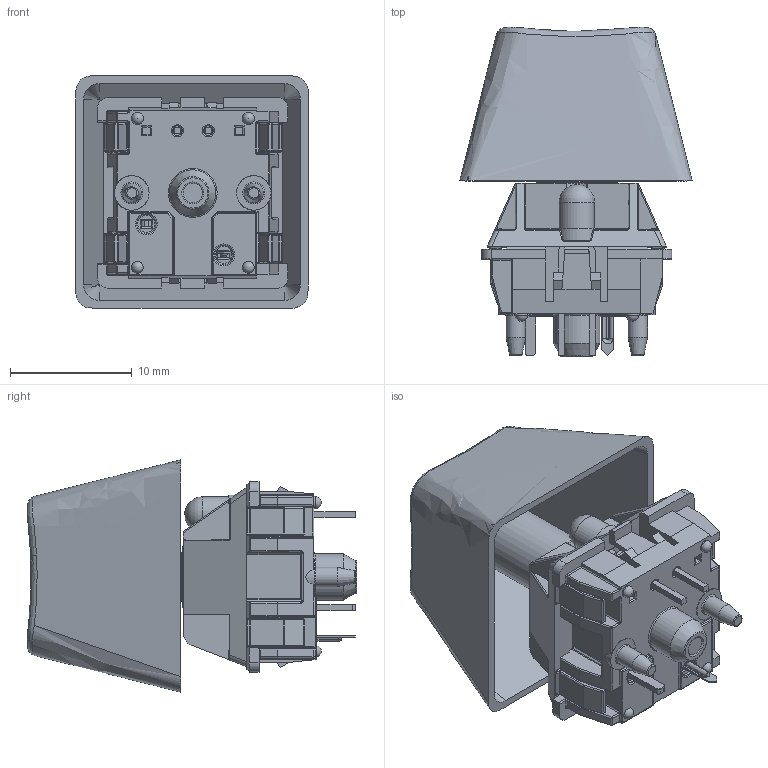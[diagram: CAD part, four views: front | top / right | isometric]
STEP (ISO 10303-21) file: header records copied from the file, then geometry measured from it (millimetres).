
FILE_DESCRIPTION(/* description */ (''),/* implementation_level */ '2;1');
FILE_NAME(/* name */ 'switch.step',/* time_stamp */ '2025-12-29T20:11:11+05:30',/* author */ (''),/* organization */ (''),/* preprocessor_version */ 'ST-DEVELOPER v20.1',/* originating_system */ 'Autodesk Translation Framework v14.21.0.0',/* authorisation */ '');
FILE_SCHEMA (('AUTOMOTIVE_DESIGN { 1 0 10303 214 3 1 1 }'));
Length unit declared in the file: millimetre
Products named in the file (10): 2025-12-29-20-07-03-897; 2025-12-29-14-38-02-572; 2025-12-29-14-38-02-573; 2025-12-29-14-38-02-574; 2025-12-29-14-38-02-575; 2025-12-29-14-38-02-576; 2025-12-29-14-38-02-577; 2025-12-29-14-38-02-578; 2025-12-29-14-38-02-579; 2025-12-29-14-38-19-621
Assembly tree (9 placements, depth 3):
  2025-12-29-20-07-03-897
    2025-12-29-14-38-02-572
      2025-12-29-14-38-02-573
      2025-12-29-14-38-02-574
      2025-12-29-14-38-02-575
      2025-12-29-14-38-02-576
      2025-12-29-14-38-02-577
      2025-12-29-14-38-02-578
      2025-12-29-14-38-02-579
    2025-12-29-14-38-19-621
Bounding box: 19.05 x 27 x 19.05 mm (x, y, z)
Volume: 1921.9 mm3; surface area: 5036.9 mm2
Topology: 9 solids, 9 shells, 1386 faces, 3409 edges, 1933 vertices
Faces by surface type: cylinder 560, plane 494, sphere 136, torus 131, bspline 58, cone 7
Full cylindrical faces by diameter (mm): 0.8 x2, 1 x2, 1.6 x4, 2 x1, 2.6 x1, 2.83 x2, 2.9 x1, 3.2 x1, 3.8 x1, 4.8 x1, 5.512 x1
Entity records: 45519 total; most frequent: CARTESIAN_POINT 13113, DIRECTION 7028, ORIENTED_EDGE 6562, EDGE_CURVE 3281, AXIS2_PLACEMENT_3D 2571, VERTEX_POINT 1933, LINE 1886, VECTOR 1886
